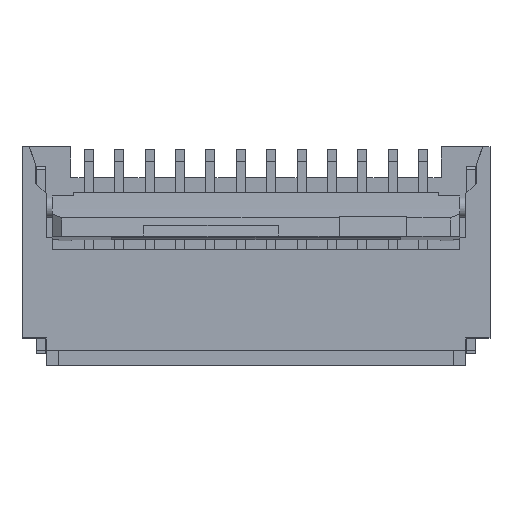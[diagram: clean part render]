
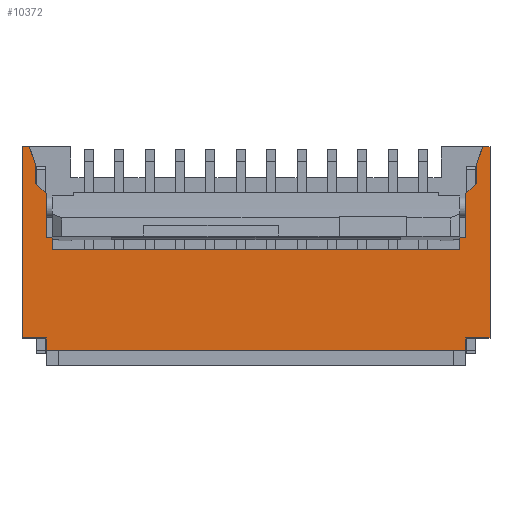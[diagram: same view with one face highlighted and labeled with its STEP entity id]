
A CAD part, top view. The second image highlights one B-rep face of the part: STEP entity #10372.
In plain terms, the highlighted planar face has unit normal (0, 0, 1).
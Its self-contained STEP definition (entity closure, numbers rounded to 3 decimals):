
#729=FACE_OUTER_BOUND('',#1293,.T.);
#1293=EDGE_LOOP('',(#7872,#7873,#7874,#7875,#7876,#7877,#7878,#7879,#7880,
#7881,#7882,#7883,#7884,#7885,#7886,#7887,#7888,#7889,#7890,#7891,#7892,
#7893));
#1703=LINE('',#13997,#3063);
#1753=LINE('',#14104,#3113);
#1900=LINE('',#14403,#3260);
#1925=LINE('',#14453,#3285);
#2387=LINE('',#15411,#3747);
#2389=LINE('',#15415,#3749);
#2391=LINE('',#15419,#3751);
#2393=LINE('',#15423,#3753);
#2396=LINE('',#15428,#3756);
#2397=LINE('',#15430,#3757);
#2398=LINE('',#15432,#3758);
#2399=LINE('',#15434,#3759);
#2400=LINE('',#15436,#3760);
#2401=LINE('',#15438,#3761);
#2402=LINE('',#15439,#3762);
#2403=LINE('',#15441,#3763);
#2404=LINE('',#15443,#3764);
#2405=LINE('',#15445,#3765);
#2406=LINE('',#15447,#3766);
#2407=LINE('',#15449,#3767);
#2408=LINE('',#15451,#3768);
#2409=LINE('',#15452,#3769);
#3063=VECTOR('',#11395,3.15);
#3113=VECTOR('',#11473,6.7);
#3260=VECTOR('',#11648,0.4);
#3285=VECTOR('',#11699,3.15);
#3747=VECTOR('',#12403,0.316);
#3749=VECTOR('',#12407,0.3);
#3751=VECTOR('',#12411,0.255);
#3753=VECTOR('',#12415,0.71);
#3756=VECTOR('',#12420,0.1);
#3757=VECTOR('',#12423,0.21);
#3758=VECTOR('',#12426,0.12);
#3759=VECTOR('',#12427,0.4);
#3760=VECTOR('',#12428,0.2);
#3761=VECTOR('',#12429,6.9);
#3762=VECTOR('',#12430,0.2);
#3763=VECTOR('',#12431,0.12);
#3764=VECTOR('',#12432,0.316);
#3765=VECTOR('',#12433,0.3);
#3766=VECTOR('',#12434,0.255);
#3767=VECTOR('',#12435,0.71);
#3768=VECTOR('',#12436,0.1);
#3769=VECTOR('',#12437,0.21);
#4423=VERTEX_POINT('',#13994);
#4424=VERTEX_POINT('',#13996);
#4466=VERTEX_POINT('',#14101);
#4467=VERTEX_POINT('',#14103);
#4604=VERTEX_POINT('',#14400);
#4605=VERTEX_POINT('',#14402);
#4617=VERTEX_POINT('',#14451);
#4991=VERTEX_POINT('',#15408);
#4992=VERTEX_POINT('',#15410);
#4993=VERTEX_POINT('',#15414);
#4994=VERTEX_POINT('',#15418);
#4995=VERTEX_POINT('',#15422);
#4996=VERTEX_POINT('',#15426);
#4997=VERTEX_POINT('',#15433);
#4998=VERTEX_POINT('',#15435);
#4999=VERTEX_POINT('',#15437);
#5000=VERTEX_POINT('',#15440);
#5001=VERTEX_POINT('',#15442);
#5002=VERTEX_POINT('',#15444);
#5003=VERTEX_POINT('',#15446);
#5004=VERTEX_POINT('',#15448);
#5005=VERTEX_POINT('',#15450);
#5391=EDGE_CURVE('',#4424,#4423,#1703,.T.);
#5443=EDGE_CURVE('',#4466,#4467,#1753,.T.);
#5592=EDGE_CURVE('',#4604,#4605,#1900,.T.);
#5617=EDGE_CURVE('',#4617,#4604,#1925,.T.);
#6102=EDGE_CURVE('',#4991,#4992,#2387,.T.);
#6104=EDGE_CURVE('',#4992,#4993,#2389,.T.);
#6106=EDGE_CURVE('',#4993,#4994,#2391,.T.);
#6108=EDGE_CURVE('',#4994,#4995,#2393,.T.);
#6111=EDGE_CURVE('',#4995,#4996,#2396,.T.);
#6112=EDGE_CURVE('',#4466,#4996,#2397,.T.);
#6113=EDGE_CURVE('',#4424,#4991,#2398,.T.);
#6114=EDGE_CURVE('',#4423,#4997,#2399,.T.);
#6115=EDGE_CURVE('',#4997,#4998,#2400,.T.);
#6116=EDGE_CURVE('',#4998,#4999,#2401,.T.);
#6117=EDGE_CURVE('',#4605,#4999,#2402,.T.);
#6118=EDGE_CURVE('',#5000,#4617,#2403,.T.);
#6119=EDGE_CURVE('',#5001,#5000,#2404,.T.);
#6120=EDGE_CURVE('',#5002,#5001,#2405,.T.);
#6121=EDGE_CURVE('',#5003,#5002,#2406,.T.);
#6122=EDGE_CURVE('',#5004,#5003,#2407,.T.);
#6123=EDGE_CURVE('',#5005,#5004,#2408,.T.);
#6124=EDGE_CURVE('',#5005,#4467,#2409,.T.);
#7872=ORIENTED_EDGE('',*,*,#6112,.T.);
#7873=ORIENTED_EDGE('',*,*,#6111,.F.);
#7874=ORIENTED_EDGE('',*,*,#6108,.F.);
#7875=ORIENTED_EDGE('',*,*,#6106,.F.);
#7876=ORIENTED_EDGE('',*,*,#6104,.F.);
#7877=ORIENTED_EDGE('',*,*,#6102,.F.);
#7878=ORIENTED_EDGE('',*,*,#6113,.F.);
#7879=ORIENTED_EDGE('',*,*,#5391,.T.);
#7880=ORIENTED_EDGE('',*,*,#6114,.T.);
#7881=ORIENTED_EDGE('',*,*,#6115,.T.);
#7882=ORIENTED_EDGE('',*,*,#6116,.T.);
#7883=ORIENTED_EDGE('',*,*,#6117,.F.);
#7884=ORIENTED_EDGE('',*,*,#5592,.F.);
#7885=ORIENTED_EDGE('',*,*,#5617,.F.);
#7886=ORIENTED_EDGE('',*,*,#6118,.F.);
#7887=ORIENTED_EDGE('',*,*,#6119,.F.);
#7888=ORIENTED_EDGE('',*,*,#6120,.F.);
#7889=ORIENTED_EDGE('',*,*,#6121,.F.);
#7890=ORIENTED_EDGE('',*,*,#6122,.F.);
#7891=ORIENTED_EDGE('',*,*,#6123,.F.);
#7892=ORIENTED_EDGE('',*,*,#6124,.T.);
#7893=ORIENTED_EDGE('',*,*,#5443,.F.);
#9888=PLANE('',#10938);
#10372=ADVANCED_FACE('',(#729),#9888,.T.);
#10938=AXIS2_PLACEMENT_3D('',#15431,#12424,#12425);
#11395=DIRECTION('',(0.,-1.,0.));
#11473=DIRECTION('',(1.,0.,0.));
#11648=DIRECTION('',(-1.,0.,0.));
#11699=DIRECTION('',(0.,-1.,0.));
#12403=DIRECTION('',(0.316,-0.949,0.));
#12407=DIRECTION('',(0.,-1.,0.));
#12411=DIRECTION('',(0.707,-0.707,0.));
#12415=DIRECTION('',(0.,-1.,0.));
#12420=DIRECTION('',(1.,0.,0.));
#12423=DIRECTION('',(0.,1.,0.));
#12424=DIRECTION('center_axis',(0.,0.,1.));
#12425=DIRECTION('ref_axis',(0.,-1.,0.));
#12426=DIRECTION('',(1.,0.,0.));
#12427=DIRECTION('',(1.,0.,0.));
#12428=DIRECTION('',(0.,-1.,0.));
#12429=DIRECTION('',(1.,0.,0.));
#12430=DIRECTION('',(0.,-1.,0.));
#12431=DIRECTION('',(1.,0.,0.));
#12432=DIRECTION('',(0.316,0.949,0.));
#12433=DIRECTION('',(0.,1.,0.));
#12434=DIRECTION('',(0.707,0.707,0.));
#12435=DIRECTION('',(0.,1.,0.));
#12436=DIRECTION('',(1.,0.,0.));
#12437=DIRECTION('',(0.,-1.,0.));
#13994=CARTESIAN_POINT('',(-3.85,0.45,1.));
#13996=CARTESIAN_POINT('',(-3.85,3.6,1.));
#13997=CARTESIAN_POINT('',(-3.85,3.6,1.));
#14101=CARTESIAN_POINT('',(-3.35,1.9,1.));
#14103=CARTESIAN_POINT('',(3.35,1.9,1.));
#14104=CARTESIAN_POINT('',(-3.35,1.9,1.));
#14400=CARTESIAN_POINT('',(3.85,0.45,1.));
#14402=CARTESIAN_POINT('',(3.45,0.45,1.));
#14403=CARTESIAN_POINT('',(3.85,0.45,1.));
#14451=CARTESIAN_POINT('',(3.85,3.6,1.));
#14453=CARTESIAN_POINT('',(3.85,3.6,1.));
#15408=CARTESIAN_POINT('',(-3.73,3.6,1.));
#15410=CARTESIAN_POINT('',(-3.63,3.3,1.));
#15411=CARTESIAN_POINT('',(-3.73,3.6,1.));
#15414=CARTESIAN_POINT('',(-3.63,3.,1.));
#15415=CARTESIAN_POINT('',(-3.63,3.3,1.));
#15418=CARTESIAN_POINT('',(-3.45,2.82,1.));
#15419=CARTESIAN_POINT('',(-3.63,3.,1.));
#15422=CARTESIAN_POINT('',(-3.45,2.11,1.));
#15423=CARTESIAN_POINT('',(-3.45,2.82,1.));
#15426=CARTESIAN_POINT('',(-3.35,2.11,1.));
#15428=CARTESIAN_POINT('',(-3.45,2.11,1.));
#15430=CARTESIAN_POINT('',(-3.35,1.9,1.));
#15431=CARTESIAN_POINT('Origin',(-3.85,3.6,1.));
#15432=CARTESIAN_POINT('',(-3.85,3.6,1.));
#15433=CARTESIAN_POINT('',(-3.45,0.45,1.));
#15434=CARTESIAN_POINT('',(-3.85,0.45,1.));
#15435=CARTESIAN_POINT('',(-3.45,0.25,1.));
#15436=CARTESIAN_POINT('',(-3.45,0.45,1.));
#15437=CARTESIAN_POINT('',(3.45,0.25,1.));
#15438=CARTESIAN_POINT('',(-3.45,0.25,1.));
#15439=CARTESIAN_POINT('',(3.45,0.45,1.));
#15440=CARTESIAN_POINT('',(3.73,3.6,1.));
#15441=CARTESIAN_POINT('',(3.73,3.6,1.));
#15442=CARTESIAN_POINT('',(3.63,3.3,1.));
#15443=CARTESIAN_POINT('',(3.63,3.3,1.));
#15444=CARTESIAN_POINT('',(3.63,3.,1.));
#15445=CARTESIAN_POINT('',(3.63,3.,1.));
#15446=CARTESIAN_POINT('',(3.45,2.82,1.));
#15447=CARTESIAN_POINT('',(3.45,2.82,1.));
#15448=CARTESIAN_POINT('',(3.45,2.11,1.));
#15449=CARTESIAN_POINT('',(3.45,2.11,1.));
#15450=CARTESIAN_POINT('',(3.35,2.11,1.));
#15451=CARTESIAN_POINT('',(3.35,2.11,1.));
#15452=CARTESIAN_POINT('',(3.35,2.11,1.));
